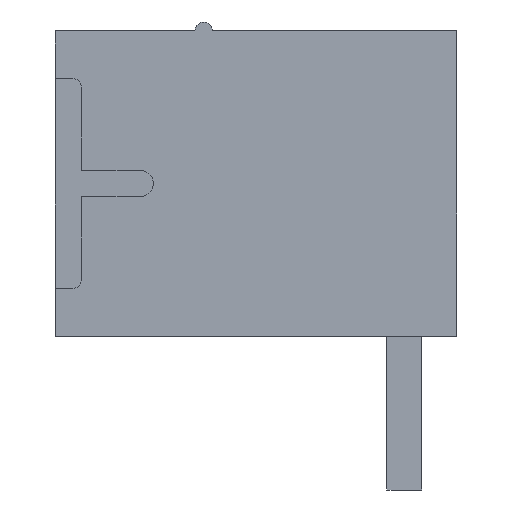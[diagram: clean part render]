
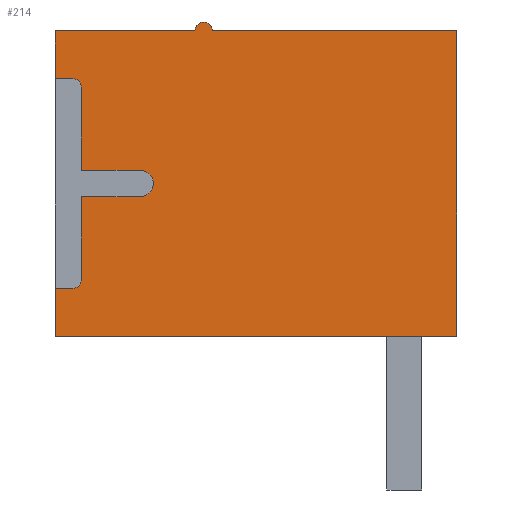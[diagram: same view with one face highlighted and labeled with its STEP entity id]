
A CAD part, left-side view. The second image highlights one B-rep face of the part: STEP entity #214.
In plain terms, the highlighted planar face has unit normal (-1, 0, 0).
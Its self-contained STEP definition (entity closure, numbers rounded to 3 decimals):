
#214=ADVANCED_FACE('3577',(#498),#499,.T.);
#498=FACE_OUTER_BOUND('',#796,.T.);
#499=PLANE('',#797);
#796=EDGE_LOOP('',(#1903,#1904,#1905,#1906,#1907,#1908,#1909,#1910,#1911,#1912,#1913,#1914,#1915,#1916,#1917,#1918,#1919));
#797=AXIS2_PLACEMENT_3D('',#1920,#1921,#1922);
#1903=ORIENTED_EDGE('',*,*,#2380,.F.);
#1904=ORIENTED_EDGE('',*,*,#2381,.T.);
#1905=ORIENTED_EDGE('',*,*,#2382,.F.);
#1906=ORIENTED_EDGE('',*,*,#2383,.F.);
#1907=ORIENTED_EDGE('',*,*,#2384,.F.);
#1908=ORIENTED_EDGE('',*,*,#2385,.F.);
#1909=ORIENTED_EDGE('',*,*,#2386,.F.);
#1910=ORIENTED_EDGE('',*,*,#2387,.F.);
#1911=ORIENTED_EDGE('',*,*,#2388,.F.);
#1912=ORIENTED_EDGE('',*,*,#2389,.F.);
#1913=ORIENTED_EDGE('',*,*,#2390,.F.);
#1914=ORIENTED_EDGE('',*,*,#2370,.T.);
#1915=ORIENTED_EDGE('',*,*,#2379,.T.);
#1916=ORIENTED_EDGE('',*,*,#2391,.F.);
#1917=ORIENTED_EDGE('',*,*,#2392,.F.);
#1918=ORIENTED_EDGE('',*,*,#2368,.F.);
#1919=ORIENTED_EDGE('',*,*,#2393,.F.);
#1920=CARTESIAN_POINT('',(1.35,4.6,-3.5));
#1921=DIRECTION('',(-1.0,0.0,0.0));
#1922=DIRECTION('',(0.0,0.0,1.0));
#2368=EDGE_CURVE('3883',#2975,#2971,#2977,.T.);
#2370=EDGE_CURVE('3838',#2981,#2978,#2982,.T.);
#2379=EDGE_CURVE('3844',#2978,#2994,#2996,.T.);
#2380=EDGE_CURVE('4410',#2997,#2998,#2999,.T.);
#2381=EDGE_CURVE('4404',#2997,#3000,#3001,.T.);
#2382=EDGE_CURVE('4403',#3002,#3000,#3003,.T.);
#2383=EDGE_CURVE('4402',#3004,#3002,#3005,.T.);
#2384=EDGE_CURVE('4401',#3006,#3004,#3007,.T.);
#2385=EDGE_CURVE('4400',#3008,#3006,#3009,.T.);
#2386=EDGE_CURVE('4408',#3010,#3008,#3011,.T.);
#2387=EDGE_CURVE('4407',#3012,#3010,#3013,.T.);
#2388=EDGE_CURVE('4406',#3014,#3012,#3015,.T.);
#2389=EDGE_CURVE('4405',#3016,#3014,#3017,.T.);
#2390=EDGE_CURVE('4409',#2981,#3016,#3018,.T.);
#2391=EDGE_CURVE('3880',#3019,#2994,#3020,.T.);
#2392=EDGE_CURVE('3883',#2971,#3019,#3021,.T.);
#2393=EDGE_CURVE('3879',#2998,#2975,#3022,.T.);
#2971=VERTEX_POINT('',#3902);
#2975=VERTEX_POINT('',#3907);
#2977=CIRCLE('',#3910,0.2);
#2978=VERTEX_POINT('',#3911);
#2981=VERTEX_POINT('',#3915);
#2982=LINE('',#3916,#3917);
#2994=VERTEX_POINT('',#3935);
#2996=LINE('',#3938,#3939);
#2997=VERTEX_POINT('',#3940);
#2998=VERTEX_POINT('',#3941);
#2999=LINE('',#3942,#3943);
#3000=VERTEX_POINT('',#3944);
#3001=LINE('',#3945,#3946);
#3002=VERTEX_POINT('',#3947);
#3003=CIRCLE('',#3948,0.2);
#3004=VERTEX_POINT('',#3949);
#3005=LINE('',#3950,#3951);
#3006=VERTEX_POINT('',#3952);
#3007=LINE('',#3953,#3954);
#3008=VERTEX_POINT('',#3955);
#3009=CIRCLE('',#3956,0.3);
#3010=VERTEX_POINT('',#3957);
#3011=LINE('',#3958,#3959);
#3012=VERTEX_POINT('',#3960);
#3013=LINE('',#3961,#3962);
#3014=VERTEX_POINT('',#3963);
#3015=CIRCLE('',#3964,0.2);
#3016=VERTEX_POINT('',#3965);
#3017=LINE('',#3966,#3967);
#3018=LINE('',#3968,#3969);
#3019=VERTEX_POINT('',#3970);
#3020=LINE('',#3971,#3972);
#3021=CIRCLE('',#3973,0.2);
#3022=LINE('',#3974,#3975);
#3902=CARTESIAN_POINT('',(1.35,1.2,3.7));
#3907=CARTESIAN_POINT('',(1.35,1.4,3.5));
#3910=AXIS2_PLACEMENT_3D('',#4486,#4487,#4488);
#3911=CARTESIAN_POINT('',(1.35,-4.6,-3.5));
#3915=CARTESIAN_POINT('',(1.35,4.6,-3.5));
#3916=CARTESIAN_POINT('',(1.35,4.6,-3.5));
#3917=VECTOR('',#4490,9.2);
#3935=CARTESIAN_POINT('',(1.35,-4.6,3.5));
#3938=CARTESIAN_POINT('',(1.35,-4.6,-3.5));
#3939=VECTOR('',#4501,7.0);
#3940=CARTESIAN_POINT('',(1.35,4.6,2.4));
#3941=CARTESIAN_POINT('',(1.35,4.6,3.5));
#3942=CARTESIAN_POINT('',(1.35,4.6,2.4));
#3943=VECTOR('',#4502,1.1);
#3944=CARTESIAN_POINT('',(1.35,4.2,2.4));
#3945=CARTESIAN_POINT('',(1.35,4.6,2.4));
#3946=VECTOR('',#4503,0.4);
#3947=CARTESIAN_POINT('',(1.35,4.0,2.2));
#3948=AXIS2_PLACEMENT_3D('',#4504,#4505,#4506);
#3949=CARTESIAN_POINT('',(1.35,4.0,0.3));
#3950=CARTESIAN_POINT('',(1.35,4.0,0.3));
#3951=VECTOR('',#4507,1.9);
#3952=CARTESIAN_POINT('',(1.35,2.65,0.3));
#3953=CARTESIAN_POINT('',(1.35,2.65,0.3));
#3954=VECTOR('',#4508,1.35);
#3955=CARTESIAN_POINT('',(1.35,2.65,-0.3));
#3956=AXIS2_PLACEMENT_3D('',#4509,#4510,#4511);
#3957=CARTESIAN_POINT('',(1.35,4.0,-0.3));
#3958=CARTESIAN_POINT('',(1.35,4.0,-0.3));
#3959=VECTOR('',#4512,1.35);
#3960=CARTESIAN_POINT('',(1.35,4.0,-2.2));
#3961=CARTESIAN_POINT('',(1.35,4.0,-2.2));
#3962=VECTOR('',#4513,1.9);
#3963=CARTESIAN_POINT('',(1.35,4.2,-2.4));
#3964=AXIS2_PLACEMENT_3D('',#4514,#4515,#4516);
#3965=CARTESIAN_POINT('',(1.35,4.6,-2.4));
#3966=CARTESIAN_POINT('',(1.35,4.6,-2.4));
#3967=VECTOR('',#4517,0.4);
#3968=CARTESIAN_POINT('',(1.35,4.6,-3.5));
#3969=VECTOR('',#4518,1.1);
#3970=CARTESIAN_POINT('',(1.35,1.0,3.5));
#3971=CARTESIAN_POINT('',(1.35,1.0,3.5));
#3972=VECTOR('',#4519,5.6);
#3973=AXIS2_PLACEMENT_3D('',#4520,#4521,#4522);
#3974=CARTESIAN_POINT('',(1.35,4.6,3.5));
#3975=VECTOR('',#4523,3.2);
#4486=CARTESIAN_POINT('',(1.35,1.2,3.5));
#4487=DIRECTION('',(1.0,0.0,0.0));
#4488=DIRECTION('',(0.0,1.0,0.0));
#4490=DIRECTION('',(0.0,-1.0,0.0));
#4501=DIRECTION('',(0.0,0.0,1.0));
#4502=DIRECTION('',(0.0,0.0,1.0));
#4503=DIRECTION('',(0.0,-1.0,0.0));
#4504=CARTESIAN_POINT('',(1.35,4.2,2.2));
#4505=DIRECTION('',(-1.0,0.0,0.0));
#4506=DIRECTION('',(0.0,-1.0,0.0));
#4507=DIRECTION('',(0.0,0.0,1.0));
#4508=DIRECTION('',(0.0,1.0,0.0));
#4509=CARTESIAN_POINT('',(1.35,2.65,0.0));
#4510=DIRECTION('',(-1.0,0.0,0.0));
#4511=DIRECTION('',(0.0,0.0,-1.0));
#4512=DIRECTION('',(0.0,-1.0,0.0));
#4513=DIRECTION('',(0.0,0.0,1.0));
#4514=CARTESIAN_POINT('',(1.35,4.2,-2.2));
#4515=DIRECTION('',(-1.0,-0.0,0.0));
#4516=DIRECTION('',(0.0,0.,-1.0));
#4517=DIRECTION('',(0.0,-1.0,0.0));
#4518=DIRECTION('',(0.0,0.0,1.0));
#4519=DIRECTION('',(0.0,-1.0,0.0));
#4520=CARTESIAN_POINT('',(1.35,1.2,3.5));
#4521=DIRECTION('',(1.0,0.0,0.0));
#4522=DIRECTION('',(0.0,1.0,0.0));
#4523=DIRECTION('',(0.0,-1.0,0.0));
